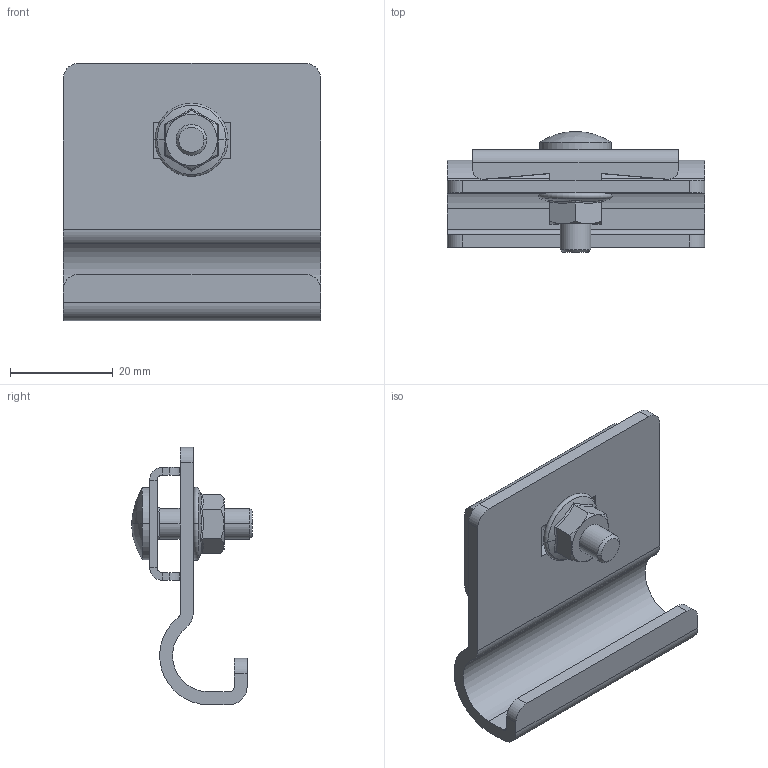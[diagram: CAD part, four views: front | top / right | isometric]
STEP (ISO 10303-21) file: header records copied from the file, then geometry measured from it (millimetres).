
FILE_DESCRIPTION((''),'2;1');
FILE_NAME('6221513_ASM','2013-09-20T',('AndreasKeweloh'),(''),'PRO/ENGINEER BY PARAMETRIC TECHNOLOGY CORPORATION, 2012360','PRO/ENGINEER BY PARAMETRIC TECHNOLOGY CORPORATION, 2012360','');
FILE_SCHEMA(('CONFIG_CONTROL_DESIGN'));
Length unit declared in the file: millimetre
Products named in the file (5): HEX_FLANGE_NUT_DIN_6221076; KTS_6221076_M6X25-; 6221076_048501; AUFLAGEWINKEL; 6221513_ASM
Assembly tree (4 placements, depth 2):
  6221513_ASM
    HEX_FLANGE_NUT_DIN_6221076
    KTS_6221076_M6X25-
    6221076_048501
    AUFLAGEWINKEL
Bounding box: 50 x 23.5 x 50 mm (x, y, z)
Volume: 11268.1 mm3; surface area: 10965.3 mm2
Topology: 4 solids, 4 shells, 113 faces, 268 edges, 165 vertices
Faces by surface type: plane 59, cylinder 26, cone 18, bspline 6, torus 2, sphere 2
Entity records: 3908 total; most frequent: CARTESIAN_POINT 1210, DIRECTION 536, ORIENTED_EDGE 536, EDGE_CURVE 268, AXIS2_PLACEMENT_3D 192, VERTEX_POINT 165, VECTOR 152, LINE 152
